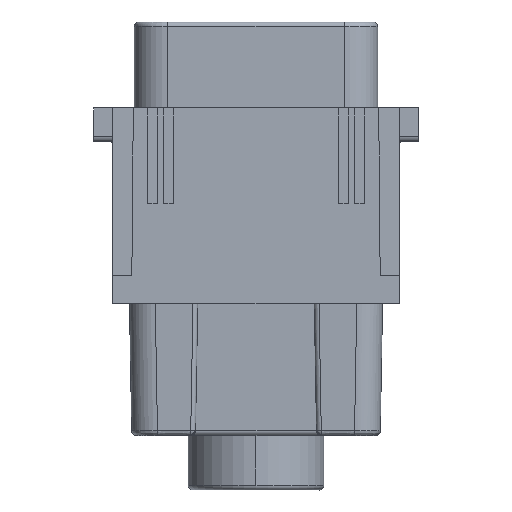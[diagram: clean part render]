
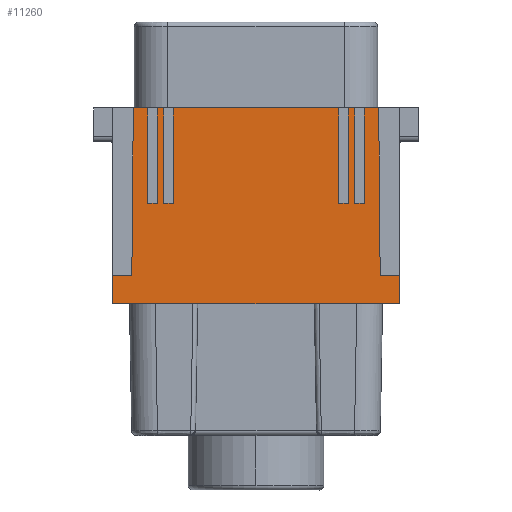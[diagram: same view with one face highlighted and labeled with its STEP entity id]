
A CAD part, left-side view. The second image highlights one B-rep face of the part: STEP entity #11260.
In plain terms, the highlighted face is planar.
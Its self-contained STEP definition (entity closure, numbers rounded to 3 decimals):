
#9430=CARTESIAN_POINT('',(56.048,86.688,-19.097))
;
#9440=DIRECTION('',(1.,0.,0.));
#9450=DIRECTION('',(0.,1.,0.));
#9460=AXIS2_PLACEMENT_3D('',#9430,#9440,#9450);
#9470=PLANE('',#9460);
#9480=CARTESIAN_POINT('',(56.048,58.057,-5.664));
#9490=DIRECTION('',(0.,-1.,0.));
#9500=VECTOR('',#9490,1.);
#9510=LINE('',#9480,#9500);
#9520=CARTESIAN_POINT('',(56.048,78.257,-5.664));
#9530=VERTEX_POINT('',#9520);
#9540=CARTESIAN_POINT('',(56.048,68.257,-5.664))
;
#9550=VERTEX_POINT('',#9540);
#9560=EDGE_CURVE('',#9530,#9550,#9510,.T.);
#9570=ORIENTED_EDGE('',*,*,#9560,.F.);
#9580=CARTESIAN_POINT('',(56.048,68.257,-4.559))
;
#9590=DIRECTION('',(0.,0.,-1.));
#9600=VECTOR('',#9590,1.);
#9610=LINE('',#9580,#9600);
#9620=CARTESIAN_POINT('',(56.048,68.257,-6.664))
;
#9630=VERTEX_POINT('',#9620);
#9640=EDGE_CURVE('',#9550,#9630,#9610,.T.);
#9650=ORIENTED_EDGE('',*,*,#9640,.F.);
#9660=CARTESIAN_POINT('',(56.048,58.057,-6.664));
#9670=DIRECTION('',(0.,1.,0.));
#9680=VECTOR('',#9670,1.);
#9690=LINE('',#9660,#9680);
#9700=CARTESIAN_POINT('',(56.048,78.257,-6.664))
;
#9710=VERTEX_POINT('',#9700);
#9720=EDGE_CURVE('',#9630,#9710,#9690,.T.);
#9730=ORIENTED_EDGE('',*,*,#9720,.F.);
#9740=CARTESIAN_POINT('',(56.048,78.257,-4.559))
;
#9750=DIRECTION('',(0.,0.,1.));
#9760=VECTOR('',#9750,1.);
#9770=LINE('',#9740,#9760);
#9780=CARTESIAN_POINT('',(56.048,78.257,-7.336))
;
#9790=VERTEX_POINT('',#9780);
#9800=EDGE_CURVE('',#9790,#9710,#9770,.T.);
#9810=ORIENTED_EDGE('',*,*,#9800,.T.);
#9820=CARTESIAN_POINT('',(56.048,58.057,-7.336));
#9830=DIRECTION('',(0.,-1.,0.));
#9840=VECTOR('',#9830,1.);
#9850=LINE('',#9820,#9840);
#9860=CARTESIAN_POINT('',(56.048,68.257,-7.336))
;
#9870=VERTEX_POINT('',#9860);
#9880=EDGE_CURVE('',#9790,#9870,#9850,.T.);
#9890=ORIENTED_EDGE('',*,*,#9880,.F.);
#9900=CARTESIAN_POINT('',(56.048,68.257,-4.559))
;
#9910=DIRECTION('',(0.,0.,-1.));
#9920=VECTOR('',#9910,1.);
#9930=LINE('',#9900,#9920);
#9940=CARTESIAN_POINT('',(56.048,68.257,-8.336))
;
#9950=VERTEX_POINT('',#9940);
#9960=EDGE_CURVE('',#9870,#9950,#9930,.T.);
#9970=ORIENTED_EDGE('',*,*,#9960,.F.);
#9980=CARTESIAN_POINT('',(56.048,58.057,-8.336));
#9990=DIRECTION('',(0.,1.,0.));
#10000=VECTOR('',#9990,1.);
#10010=LINE('',#9980,#10000);
#10020=CARTESIAN_POINT('',(56.048,78.257,-8.336))
;
#10030=VERTEX_POINT('',#10020);
#10040=EDGE_CURVE('',#9950,#10030,#10010,.T.);
#10050=ORIENTED_EDGE('',*,*,#10040,.F.);
#10060=CARTESIAN_POINT('',(56.048,78.257,-25.664)
);
#10070=VERTEX_POINT('',#10060);
#10080=EDGE_CURVE('',#10070,#10030,#9770,.T.);
#10090=ORIENTED_EDGE('',*,*,#10080,.T.);
#10100=CARTESIAN_POINT('',(56.048,58.057,-25.664));
#10110=DIRECTION('',(0.,-1.,0.));
#10120=VECTOR('',#10110,1.);
#10130=LINE('',#10100,#10120);
#10140=CARTESIAN_POINT('',(56.048,68.257,-25.664));
#10150=VERTEX_POINT('',#10140);
#10160=EDGE_CURVE('',#10070,#10150,#10130,.T.);
#10170=ORIENTED_EDGE('',*,*,#10160,.F.);
#10180=CARTESIAN_POINT('',(56.048,68.257,-4.559)
);
#10190=DIRECTION('',(0.,0.,-1.));
#10200=VECTOR('',#10190,1.);
#10210=LINE('',#10180,#10200);
#10220=CARTESIAN_POINT('',(56.048,68.257,-26.664));
#10230=VERTEX_POINT('',#10220);
#10240=EDGE_CURVE('',#10150,#10230,#10210,.T.);
#10250=ORIENTED_EDGE('',*,*,#10240,.F.);
#10260=CARTESIAN_POINT('',(56.048,58.057,-26.664));
#10270=DIRECTION('',(0.,1.,0.));
#10280=VECTOR('',#10270,1.);
#10290=LINE('',#10260,#10280);
#10300=CARTESIAN_POINT('',(56.048,78.257,-26.664)
);
#10310=VERTEX_POINT('',#10300);
#10320=EDGE_CURVE('',#10230,#10310,#10290,.T.);
#10330=ORIENTED_EDGE('',*,*,#10320,.F.);
#10340=CARTESIAN_POINT('',(56.048,78.257,-27.336)
);
#10350=VERTEX_POINT('',#10340);
#10360=EDGE_CURVE('',#10350,#10310,#9770,.T.);
#10370=ORIENTED_EDGE('',*,*,#10360,.T.);
#10380=CARTESIAN_POINT('',(56.048,58.057,-27.336));
#10390=DIRECTION('',(0.,-1.,0.));
#10400=VECTOR('',#10390,1.);
#10410=LINE('',#10380,#10400);
#10420=CARTESIAN_POINT('',(56.048,68.257,-27.336));
#10430=VERTEX_POINT('',#10420);
#10440=EDGE_CURVE('',#10350,#10430,#10410,.T.);
#10450=ORIENTED_EDGE('',*,*,#10440,.F.);
#10460=CARTESIAN_POINT('',(56.048,68.257,-4.559)
);
#10470=DIRECTION('',(0.,0.,-1.));
#10480=VECTOR('',#10470,1.);
#10490=LINE('',#10460,#10480);
#10500=CARTESIAN_POINT('',(56.048,68.257,-28.336));
#10510=VERTEX_POINT('',#10500);
#10520=EDGE_CURVE('',#10430,#10510,#10490,.T.);
#10530=ORIENTED_EDGE('',*,*,#10520,.F.);
#10540=CARTESIAN_POINT('',(56.048,58.057,-28.336));
#10550=DIRECTION('',(0.,1.,0.));
#10560=VECTOR('',#10550,1.);
#10570=LINE('',#10540,#10560);
#10580=CARTESIAN_POINT('',(56.048,78.257,-28.336)
);
#10590=VERTEX_POINT('',#10580);
#10600=EDGE_CURVE('',#10510,#10590,#10570,.T.);
#10610=ORIENTED_EDGE('',*,*,#10600,.F.);
#10620=CARTESIAN_POINT('',(56.048,78.257,-29.847));
#10630=VERTEX_POINT('',#10620);
#10640=EDGE_CURVE('',#10630,#10590,#9770,.T.);
#10650=ORIENTED_EDGE('',*,*,#10640,.T.);
#10660=CARTESIAN_POINT('',(56.048,58.057,-30.024));
#10670=DIRECTION('',(0.,-1.,
-0.009));
#10680=VECTOR('',#10670,1.);
#10690=LINE('',#10660,#10680);
#10700=CARTESIAN_POINT('',(56.048,60.757,-30.));
#10710=VERTEX_POINT('',#10700);
#10720=EDGE_CURVE('',#10630,#10710,#10690,.T.);
#10730=ORIENTED_EDGE('',*,*,#10720,.F.);
#10740=CARTESIAN_POINT('',(56.048,60.757,-4.559));
#10750=DIRECTION('',(0.,0.,1.));
#10760=VECTOR('',#10750,1.);
#10770=LINE('',#10740,#10760);
#10780=CARTESIAN_POINT('',(56.048,60.757,-32.));
#10790=VERTEX_POINT('',#10780);
#10800=EDGE_CURVE('',#10790,#10710,#10770,.T.);
#10810=ORIENTED_EDGE('',*,*,#10800,.T.);
#10820=CARTESIAN_POINT('',(56.048,58.057,-32.));
#10830=DIRECTION('',(0.,1.,0.));
#10840=VECTOR('',#10830,1.);
#10850=LINE('',#10820,#10840);
#10860=CARTESIAN_POINT('',(56.048,57.757,-32.));
#10870=VERTEX_POINT('',#10860);
#10880=EDGE_CURVE('',#10870,#10790,#10850,.T.);
#10890=ORIENTED_EDGE('',*,*,#10880,.T.);
#10900=CARTESIAN_POINT('',(56.048,57.757,-4.559));
#10910=DIRECTION('',(0.,0.,-1.));
#10920=VECTOR('',#10910,1.);
#10930=LINE('',#10900,#10920);
#10940=CARTESIAN_POINT('',(56.048,57.757,-2.));
#10950=VERTEX_POINT('',#10940);
#10960=EDGE_CURVE('',#10950,#10870,#10930,.T.);
#10970=ORIENTED_EDGE('',*,*,#10960,.T.);
#10980=CARTESIAN_POINT('',(56.048,79.057,-2.));
#10990=DIRECTION('',(0.,1.,0.));
#11000=VECTOR('',#10990,1.);
#11010=LINE('',#10980,#11000);
#11020=CARTESIAN_POINT('',(56.048,60.757,-2.));
#11030=VERTEX_POINT('',#11020);
#11040=EDGE_CURVE('',#10950,#11030,#11010,.T.);
#11050=ORIENTED_EDGE('',*,*,#11040,.F.);
#11060=CARTESIAN_POINT('',(56.048,60.757,-0.438));
#11070=DIRECTION('',(0.,0.,1.));
#11080=VECTOR('',#11070,1.);
#11090=LINE('',#11060,#11080);
#11100=CARTESIAN_POINT('',(56.048,60.757,-4.));
#11110=VERTEX_POINT('',#11100);
#11120=EDGE_CURVE('',#11110,#11030,#11090,.T.);
#11130=ORIENTED_EDGE('',*,*,#11120,.T.);
#11140=CARTESIAN_POINT('',(56.048,58.057,-3.976));
#11150=DIRECTION('',(0.,1.,
-0.009));
#11160=VECTOR('',#11150,1.);
#11170=LINE('',#11140,#11160);
#11180=CARTESIAN_POINT('',(56.048,78.257,-4.153)
);
#11190=VERTEX_POINT('',#11180);
#11200=EDGE_CURVE('',#11110,#11190,#11170,.T.);
#11210=ORIENTED_EDGE('',*,*,#11200,.F.);
#11220=EDGE_CURVE('',#9530,#11190,#9770,.T.);
#11230=ORIENTED_EDGE('',*,*,#11220,.T.);
#11240=EDGE_LOOP('',(#11230,#11210,#11130,#11050,#10970,#10890,#10810,
#10730,#10650,#10610,#10530,#10450,#10370,#10330,#10250,#10170,#10090,
#10050,#9970,#9890,#9810,#9730,#9650,#9570));
#11250=FACE_OUTER_BOUND('',#11240,.T.);
#11260=ADVANCED_FACE('',(#11250),#9470,.T.);
